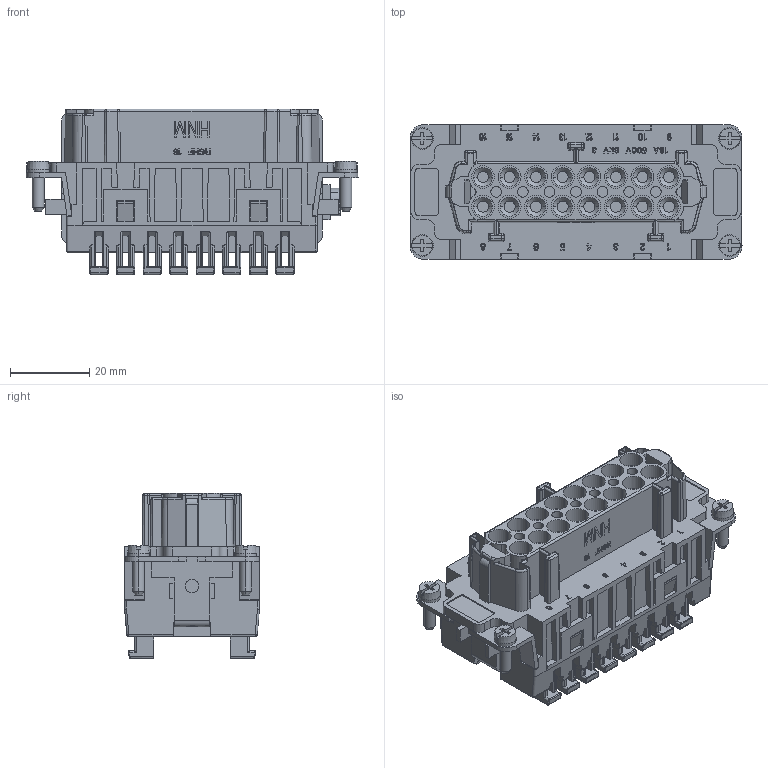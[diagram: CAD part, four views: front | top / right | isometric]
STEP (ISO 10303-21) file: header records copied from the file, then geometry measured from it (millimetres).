
FILE_DESCRIPTION(('Creo Elements/Direct Modeling STEP Export'),'2;1');
FILE_NAME('0ln7uvk5aj4n2111164','2021-05-06T 9:28:17',(''),(''),'Creo Elements/Direct Modeling STEP processor for AP214 (Solid Model)','Creo Elements/Direct Modeling 20.1B 02-Apr-2019 (C) Parametric Technology GmbH','');
FILE_SCHEMA(('AUTOMOTIVE_DESIGN { 1 0 10303 214 1 1 1 1 }'));
Products named in the file (2): RSHF_16
Assembly tree (1 placements, depth 2):
  RSHF_16
    RSHF_16
Bounding box: 83.7 x 34 x 41.7 mm (x, y, z)
Volume: 57037.7 mm3; surface area: 25774.2 mm2
Topology: 1 solids, 1 shells, 2111 faces, 8314 edges, 6342 vertices
Faces by surface type: plane 1257, cylinder 616, bspline 106, cone 80, torus 32, sphere 20
Entity records: 106976 total; most frequent: CARTESIAN_POINT 30865, ORIENTED_EDGE 16524, DIRECTION 11905, EDGE_CURVE 8262, VECTOR 6437, LINE 6437, VERTEX_POINT 6342, AXIS2_PLACEMENT_3D 2734
